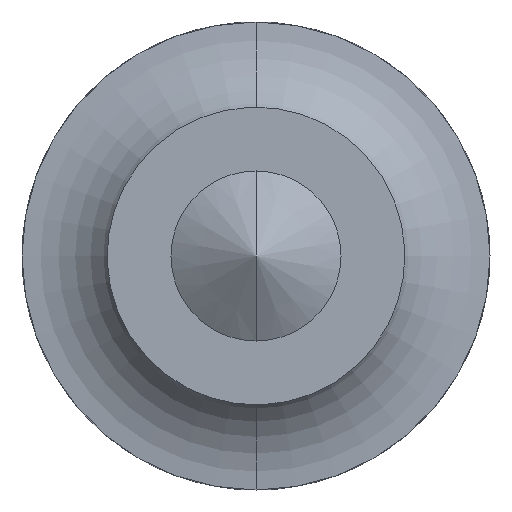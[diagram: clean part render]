
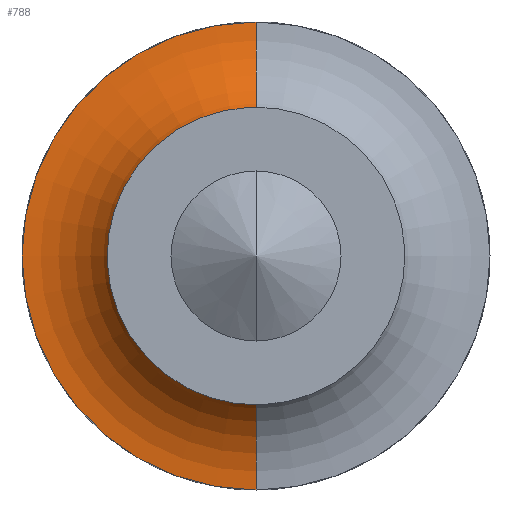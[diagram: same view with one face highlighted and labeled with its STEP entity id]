
A CAD part, front view. The second image highlights one B-rep face of the part: STEP entity #788.
In plain terms, the highlighted toroidal (fillet/blend) face has major radius 11 mm and minor radius 5 mm.
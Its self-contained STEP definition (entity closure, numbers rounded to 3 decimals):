
#159 = AXIS2_PLACEMENT_3D ( 'NONE', #1006, #1005, #1004 ) ;
#160 = CIRCLE ( 'NONE', #159, 6. ) ;
#170 = AXIS2_PLACEMENT_3D ( 'NONE', #623, #647, #648 ) ;
#190 = CIRCLE ( 'NONE', #240, 5. ) ;
#201 = TOROIDAL_SURFACE ( 'NONE', #170, 11., 5. ) ;
#219 = AXIS2_PLACEMENT_3D ( 'NONE', #662, #625, #617 ) ;
#222 = AXIS2_PLACEMENT_3D ( 'NONE', #634, #626, #624 ) ;
#240 = AXIS2_PLACEMENT_3D ( 'NONE', #982, #980, #978 ) ;
#243 = CIRCLE ( 'NONE', #219, 11. ) ;
#252 = CIRCLE ( 'NONE', #222, 5. ) ;
#319 = VERTEX_POINT ( 'NONE', #652 ) ;
#339 = EDGE_LOOP ( 'NONE', ( #384, #382, #346, #386 ) ) ;
#346 = ORIENTED_EDGE ( 'NONE', *, *, #837, .T. ) ;
#382 = ORIENTED_EDGE ( 'NONE', *, *, #843, .T. ) ;
#384 = ORIENTED_EDGE ( 'NONE', *, *, #797, .F. ) ;
#386 = ORIENTED_EDGE ( 'NONE', *, *, #792, .F. ) ;
#443 = FACE_OUTER_BOUND ( 'NONE', #339, .T. ) ;
#605 = CARTESIAN_POINT ( 'NONE',  ( 0., 57.309, -11. ) ) ;
#617 = DIRECTION ( 'NONE',  ( 0., 0., 1. ) ) ;
#623 = CARTESIAN_POINT ( 'NONE',  ( 0., 52.309, 0. ) ) ;
#624 = DIRECTION ( 'NONE',  ( 0., 0., 1. ) ) ;
#625 = DIRECTION ( 'NONE',  ( 0., 1., 0. ) ) ;
#626 = DIRECTION ( 'NONE',  ( -1., 0., 0. ) ) ;
#634 = CARTESIAN_POINT ( 'NONE',  ( 0., 52.309, 11. ) ) ;
#647 = DIRECTION ( 'NONE',  ( 0., 1., 0. ) ) ;
#648 = DIRECTION ( 'NONE',  ( 0., 0., 1. ) ) ;
#652 = CARTESIAN_POINT ( 'NONE',  ( 0., 52.309, 6. ) ) ;
#662 = CARTESIAN_POINT ( 'NONE',  ( 0., 57.309, 0. ) ) ;
#663 = CARTESIAN_POINT ( 'NONE',  ( 0., 52.309, -6. ) ) ;
#667 = CARTESIAN_POINT ( 'NONE',  ( 0., 57.309, 11. ) ) ;
#748 = VERTEX_POINT ( 'NONE', #667 ) ;
#755 = VERTEX_POINT ( 'NONE', #663 ) ;
#756 = VERTEX_POINT ( 'NONE', #605 ) ;
#788 = ADVANCED_FACE ( 'NONE', ( #443 ), #201, .F. ) ;
#792 = EDGE_CURVE ( 'NONE', #748, #319, #252, .T. ) ;
#797 = EDGE_CURVE ( 'NONE', #756, #748, #243, .T. ) ;
#837 = EDGE_CURVE ( 'NONE', #755, #319, #160, .T. ) ;
#843 = EDGE_CURVE ( 'NONE', #756, #755, #190, .T. ) ;
#978 = DIRECTION ( 'NONE',  ( 0., 0., -1. ) ) ;
#980 = DIRECTION ( 'NONE',  ( 1., 0., 0. ) ) ;
#982 = CARTESIAN_POINT ( 'NONE',  ( 0., 52.309, -11. ) ) ;
#1004 = DIRECTION ( 'NONE',  ( 0., 0., 1. ) ) ;
#1005 = DIRECTION ( 'NONE',  ( 0., 1., 0. ) ) ;
#1006 = CARTESIAN_POINT ( 'NONE',  ( 0., 52.309, 0. ) ) ;
